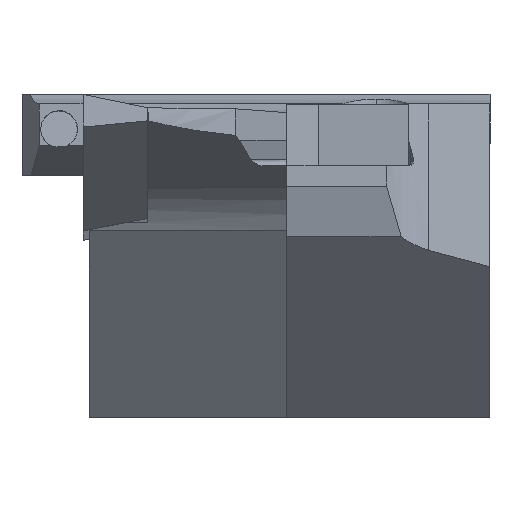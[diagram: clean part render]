
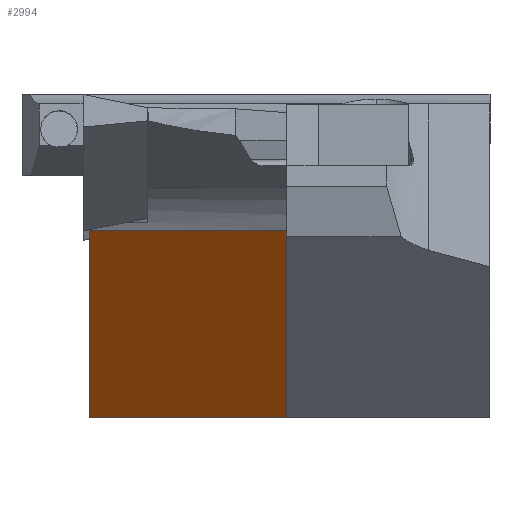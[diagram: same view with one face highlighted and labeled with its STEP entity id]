
A CAD part, left-side view. The second image highlights one B-rep face of the part: STEP entity #2994.
In plain terms, the highlighted planar face has unit normal (-0.772, 0, -0.636).
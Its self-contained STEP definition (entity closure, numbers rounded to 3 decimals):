
#71 = DIRECTION ( 'NONE',  ( 0.636, 0., -0.772 ) ) ;
#103 = LINE ( 'NONE', #1432, #1717 ) ;
#268 = CARTESIAN_POINT ( 'NONE',  ( -118.444, -1.5, 1.235 ) ) ;
#1075 = ORIENTED_EDGE ( 'NONE', *, *, #2677, .T. ) ;
#1190 = VERTEX_POINT ( 'NONE', #268 ) ;
#1241 = EDGE_CURVE ( 'NONE', #1273, #1190, #1551, .T. ) ;
#1253 = DIRECTION ( 'NONE',  ( 0.636, 0., -0.772 ) ) ;
#1273 = VERTEX_POINT ( 'NONE', #1938 ) ;
#1282 = CARTESIAN_POINT ( 'NONE',  ( -118.444, -159.864, 1.235 ) ) ;
#1301 = PLANE ( 'NONE',  #1993 ) ;
#1432 = CARTESIAN_POINT ( 'NONE',  ( -118.444, 8.2, 1.235 ) ) ;
#1551 = LINE ( 'NONE', #3894, #3899 ) ;
#1564 = CARTESIAN_POINT ( 'NONE',  ( -118.444, 8.2, 1.235 ) ) ;
#1600 = DIRECTION ( 'NONE',  ( -0.636, 0., 0.772 ) ) ;
#1652 = VERTEX_POINT ( 'NONE', #1564 ) ;
#1717 = VECTOR ( 'NONE', #1253, 1000. ) ;
#1812 = ORIENTED_EDGE ( 'NONE', *, *, #1241, .T. ) ;
#1893 = DIRECTION ( 'NONE',  ( 0.772, 0., 0.636 ) ) ;
#1938 = CARTESIAN_POINT ( 'NONE',  ( -110.883, -1.5, -7.938 ) ) ;
#1951 = EDGE_CURVE ( 'NONE', #1190, #1652, #3020, .T. ) ;
#1993 = AXIS2_PLACEMENT_3D ( 'NONE', #3440, #1893, #71 ) ;
#2128 = FACE_OUTER_BOUND ( 'NONE', #2818, .T. ) ;
#2190 = VECTOR ( 'NONE', #2215, 1000. ) ;
#2215 = DIRECTION ( 'NONE',  ( 0., 1., 0. ) ) ;
#2408 = ORIENTED_EDGE ( 'NONE', *, *, #3421, .F. ) ;
#2677 = EDGE_CURVE ( 'NONE', #1652, #3295, #103, .T. ) ;
#2784 = LINE ( 'NONE', #3006, #3555 ) ;
#2818 = EDGE_LOOP ( 'NONE', ( #3371, #1075, #2408, #1812 ) ) ;
#2994 = ADVANCED_FACE ( 'NONE', ( #2128 ), #1301, .F. ) ;
#3006 = CARTESIAN_POINT ( 'NONE',  ( -110.883, -159.864, -7.938 ) ) ;
#3020 = LINE ( 'NONE', #1282, #2190 ) ;
#3295 = VERTEX_POINT ( 'NONE', #3876 ) ;
#3337 = DIRECTION ( 'NONE',  ( 0., 1., 0. ) ) ;
#3371 = ORIENTED_EDGE ( 'NONE', *, *, #1951, .T. ) ;
#3421 = EDGE_CURVE ( 'NONE', #1273, #3295, #2784, .T. ) ;
#3440 = CARTESIAN_POINT ( 'NONE',  ( -118.444, -159.864, 1.235 ) ) ;
#3555 = VECTOR ( 'NONE', #3337, 1000. ) ;
#3876 = CARTESIAN_POINT ( 'NONE',  ( -110.883, 8.2, -7.938 ) ) ;
#3894 = CARTESIAN_POINT ( 'NONE',  ( -118.444, -1.5, 1.235 ) ) ;
#3899 = VECTOR ( 'NONE', #1600, 1000. ) ;
